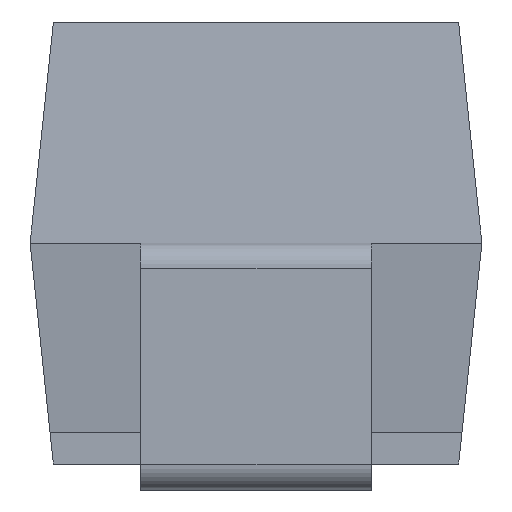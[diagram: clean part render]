
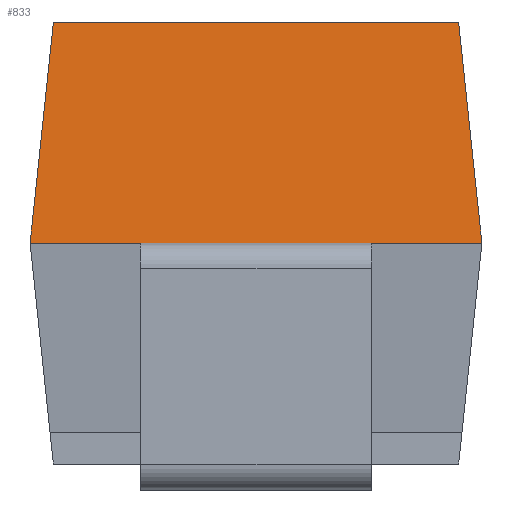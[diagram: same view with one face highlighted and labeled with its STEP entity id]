
A CAD part, left-side view. The second image highlights one B-rep face of the part: STEP entity #833.
In plain terms, the highlighted planar face has unit normal (-0.995, 0, 0.104).
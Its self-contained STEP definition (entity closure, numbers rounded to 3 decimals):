
#73=FACE_OUTER_BOUND('',#121,.T.);
#121=EDGE_LOOP('',(#605,#606,#607,#608));
#178=LINE('',#1277,#278);
#182=LINE('',#1285,#282);
#186=LINE('',#1293,#286);
#188=LINE('',#1296,#288);
#278=VECTOR('',#1028,10.);
#282=VECTOR('',#1036,10.);
#286=VECTOR('',#1044,10.);
#288=VECTOR('',#1048,10.);
#368=VERTEX_POINT('',#1261);
#372=VERTEX_POINT('',#1275);
#374=VERTEX_POINT('',#1284);
#376=VERTEX_POINT('',#1292);
#454=EDGE_CURVE('',#368,#372,#178,.T.);
#458=EDGE_CURVE('',#368,#374,#182,.T.);
#462=EDGE_CURVE('',#376,#374,#186,.T.);
#464=EDGE_CURVE('',#376,#372,#188,.T.);
#605=ORIENTED_EDGE('',*,*,#458,.F.);
#606=ORIENTED_EDGE('',*,*,#454,.T.);
#607=ORIENTED_EDGE('',*,*,#464,.F.);
#608=ORIENTED_EDGE('',*,*,#462,.T.);
#793=PLANE('',#932);
#833=ADVANCED_FACE('',(#73),#793,.T.);
#932=AXIS2_PLACEMENT_3D('',#1297,#1049,#1050);
#1028=DIRECTION('',(0.,-1.,0.));
#1036=DIRECTION('',(0.104,-0.104,0.989));
#1044=DIRECTION('',(0.,1.,0.));
#1048=DIRECTION('',(-0.104,-0.104,-0.989));
#1049=DIRECTION('center_axis',(-0.995,0.,0.105));
#1050=DIRECTION('ref_axis',(0.105,0.,0.995));
#1261=CARTESIAN_POINT('',(-2.248,1.323,1.446));
#1275=CARTESIAN_POINT('',(-2.248,-1.323,1.446));
#1277=CARTESIAN_POINT('',(-2.248,0.,1.446));
#1284=CARTESIAN_POINT('',(-2.111,1.186,2.74));
#1285=CARTESIAN_POINT('',(-2.167,1.242,2.212));
#1292=CARTESIAN_POINT('',(-2.111,-1.186,2.74));
#1293=CARTESIAN_POINT('',(-2.111,0.,2.74));
#1296=CARTESIAN_POINT('',(-2.167,-1.242,2.212));
#1297=CARTESIAN_POINT('Origin',(-2.179,0.,2.093));
